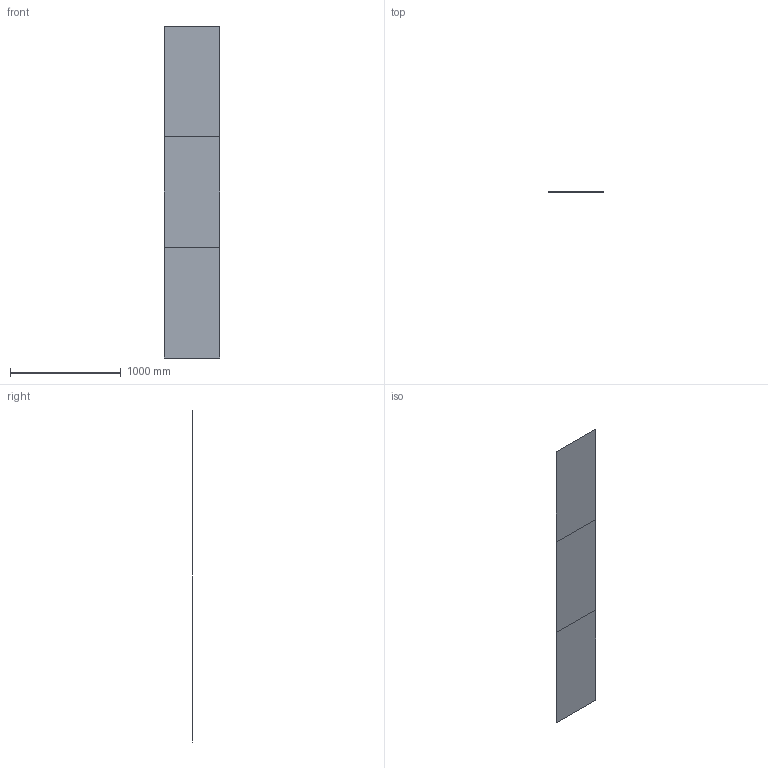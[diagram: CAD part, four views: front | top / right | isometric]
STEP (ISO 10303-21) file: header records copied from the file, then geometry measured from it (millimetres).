
FILE_DESCRIPTION( ( 'STEP Version 203' ), '1' );
FILE_NAME( 'beam.stp', '09/29/16 10:18:51', ( 'jbosnik' ), ( ' ' ), 'PSStep 17.0.49', 'DesignModeler STEP Output', ' ' );
FILE_SCHEMA( ( 'CONFIG_CONTROL_DESIGN' ) );
Length unit declared in the file: metre
Products named in the file (1): 1
Bounding box: 500 x 0 x 3000 mm (x, y, z)
Surface area: 1500000 mm2 (no closed solid volume)
Topology: 0 solids, 3 shells, 3 faces, 12 edges, 12 vertices
Faces by surface type: plane 3
Entity records: 172 total; most frequent: CARTESIAN_POINT 28, DIRECTION 20, ORIENTED_EDGE 12, EDGE_CURVE 12, VERTEX_POINT 12, LINE 12, VECTOR 12, CC_DESIGN_PERSON_AND_ORGANIZATION_ASSIGNMENT 5
